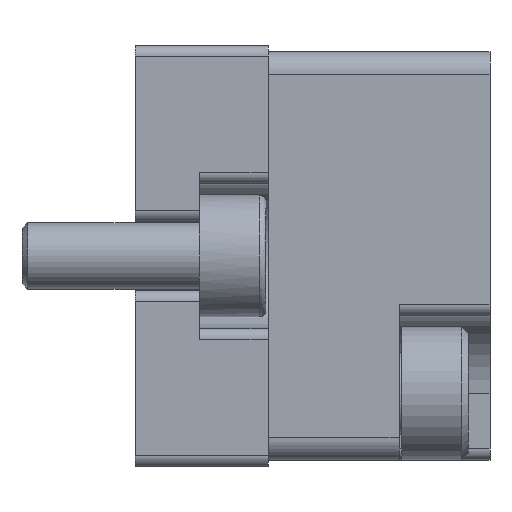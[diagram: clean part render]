
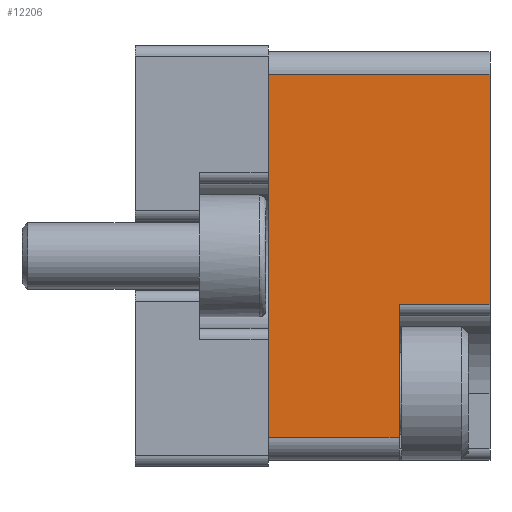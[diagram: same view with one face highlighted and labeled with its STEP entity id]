
A CAD part, front view. The second image highlights one B-rep face of the part: STEP entity #12206.
In plain terms, the highlighted planar face has unit normal (0, -1, 0).
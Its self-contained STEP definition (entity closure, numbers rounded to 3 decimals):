
#49 = CARTESIAN_POINT ( 'NONE',  ( -124.263, -3.92, 78.005 ) ) ;
#79 = DIRECTION ( 'NONE',  ( 0., 0., 1. ) ) ;
#89 = EDGE_CURVE ( 'NONE', #10956, #10978, #2999, .T. ) ;
#536 = VECTOR ( 'NONE', #7678, 1000. ) ;
#936 = LINE ( 'NONE', #6138, #8260 ) ;
#1004 = EDGE_CURVE ( 'NONE', #10956, #7605, #4617, .T. ) ;
#1103 = FACE_OUTER_BOUND ( 'NONE', #11525, .T. ) ;
#1440 = VERTEX_POINT ( 'NONE', #8190 ) ;
#1810 = DIRECTION ( 'NONE',  ( 0., 0., 1. ) ) ;
#2878 = ORIENTED_EDGE ( 'NONE', *, *, #7960, .T. ) ;
#2999 = LINE ( 'NONE', #13048, #12783 ) ;
#3029 = DIRECTION ( 'NONE',  ( 1., 0., 0. ) ) ;
#3043 = LINE ( 'NONE', #49, #3817 ) ;
#3241 = VERTEX_POINT ( 'NONE', #10655 ) ;
#3329 = ORIENTED_EDGE ( 'NONE', *, *, #89, .F. ) ;
#3817 = VECTOR ( 'NONE', #9000, 1000. ) ;
#3860 = CARTESIAN_POINT ( 'NONE',  ( -124.263, -3.92, 61.605 ) ) ;
#4275 = VECTOR ( 'NONE', #3029, 1000. ) ;
#4579 = DIRECTION ( 'NONE',  ( 0., 0., 1. ) ) ;
#4617 = LINE ( 'NONE', #8802, #536 ) ;
#5258 = LINE ( 'NONE', #11194, #4275 ) ;
#5395 = AXIS2_PLACEMENT_3D ( 'NONE', #11530, #12583, #4579 ) ;
#6136 = EDGE_CURVE ( 'NONE', #3241, #1440, #9554, .T. ) ;
#6138 = CARTESIAN_POINT ( 'NONE',  ( -128.363, -3.92, 61.605 ) ) ;
#7286 = CARTESIAN_POINT ( 'NONE',  ( -134.263, -3.92, 78.005 ) ) ;
#7605 = VERTEX_POINT ( 'NONE', #11317 ) ;
#7678 = DIRECTION ( 'NONE',  ( 1., 0., 0. ) ) ;
#7956 = DIRECTION ( 'NONE',  ( 0., 0., 1. ) ) ;
#7960 = EDGE_CURVE ( 'NONE', #1440, #10978, #3043, .T. ) ;
#8021 = EDGE_CURVE ( 'NONE', #7605, #9768, #936, .T. ) ;
#8190 = CARTESIAN_POINT ( 'NONE',  ( -124.263, -3.92, 78.005 ) ) ;
#8260 = VECTOR ( 'NONE', #7956, 1000. ) ;
#8601 = ORIENTED_EDGE ( 'NONE', *, *, #8021, .T. ) ;
#8802 = CARTESIAN_POINT ( 'NONE',  ( -124.263, -3.92, 61.605 ) ) ;
#9000 = DIRECTION ( 'NONE',  ( -1., 0., 0. ) ) ;
#9511 = EDGE_CURVE ( 'NONE', #9768, #3241, #5258, .T. ) ;
#9554 = LINE ( 'NONE', #3860, #12309 ) ;
#9768 = VERTEX_POINT ( 'NONE', #11316 ) ;
#9990 = ORIENTED_EDGE ( 'NONE', *, *, #9511, .T. ) ;
#10655 = CARTESIAN_POINT ( 'NONE',  ( -124.263, -3.92, 67.605 ) ) ;
#10956 = VERTEX_POINT ( 'NONE', #12307 ) ;
#10978 = VERTEX_POINT ( 'NONE', #7286 ) ;
#11194 = CARTESIAN_POINT ( 'NONE',  ( -124.263, -3.92, 67.605 ) ) ;
#11316 = CARTESIAN_POINT ( 'NONE',  ( -128.363, -3.92, 67.605 ) ) ;
#11317 = CARTESIAN_POINT ( 'NONE',  ( -128.363, -3.92, 61.605 ) ) ;
#11324 = PLANE ( 'NONE',  #5395 ) ;
#11525 = EDGE_LOOP ( 'NONE', ( #3329, #11587, #8601, #9990, #12749, #2878 ) ) ;
#11530 = CARTESIAN_POINT ( 'NONE',  ( -124.263, -3.92, 61.605 ) ) ;
#11587 = ORIENTED_EDGE ( 'NONE', *, *, #1004, .T. ) ;
#12206 = ADVANCED_FACE ( 'NONE', ( #1103 ), #11324, .T. ) ;
#12307 = CARTESIAN_POINT ( 'NONE',  ( -134.263, -3.92, 61.605 ) ) ;
#12309 = VECTOR ( 'NONE', #1810, 1000. ) ;
#12583 = DIRECTION ( 'NONE',  ( 0., -1., 0. ) ) ;
#12749 = ORIENTED_EDGE ( 'NONE', *, *, #6136, .T. ) ;
#12783 = VECTOR ( 'NONE', #79, 1000. ) ;
#13048 = CARTESIAN_POINT ( 'NONE',  ( -134.263, -3.92, 61.605 ) ) ;
